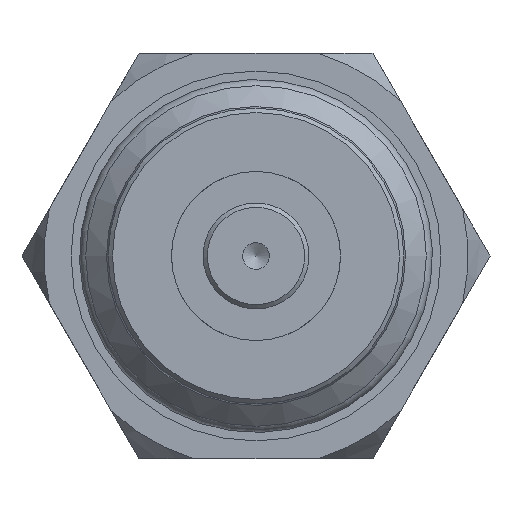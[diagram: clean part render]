
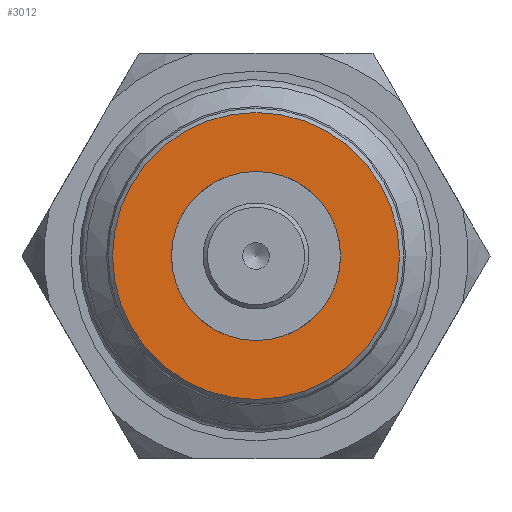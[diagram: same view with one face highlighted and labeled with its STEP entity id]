
A CAD part, left-side view. The second image highlights one B-rep face of the part: STEP entity #3012.
In plain terms, the highlighted planar face has unit normal (-1, 0, 0).
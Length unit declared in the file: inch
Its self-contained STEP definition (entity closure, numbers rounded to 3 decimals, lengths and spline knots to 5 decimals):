
#2961=CARTESIAN_POINT('',(0.0,0.33175,0.));
#2962=VERTEX_POINT('',#2961);
#2963=CARTESIAN_POINT('',(0.0,0.0,0.0));
#2964=DIRECTION('',(1.0,0.0,0.0));
#2965=DIRECTION('',(0.0,-1.0,0.0));
#2966=AXIS2_PLACEMENT_3D('',#2963,#2964,#2965);
#2967=CIRCLE('',#2966,0.33175);
#2968=EDGE_CURVE('',#2962,#2962,#2967,.T.);
#2993=CARTESIAN_POINT('',(0.0,0.0,0.));
#2994=DIRECTION('',(1.0,0.0,0.0));
#2995=DIRECTION('',(0.0,0.0,-1.0));
#2996=AXIS2_PLACEMENT_3D('',#2993,#2994,#2995);
#2997=PLANE('',#2996);
#2998=ORIENTED_EDGE('',*,*,#2968,.F.);
#2999=EDGE_LOOP('',(#2998));
#3000=FACE_OUTER_BOUND('',#2999,.T.);
#3001=CARTESIAN_POINT('',(0.0,-0.1955,0.));
#3002=VERTEX_POINT('',#3001);
#3003=CARTESIAN_POINT('',(0.0,0.,0.0));
#3004=DIRECTION('',(1.0,0.0,0.0));
#3005=DIRECTION('',(0.0,1.0,0.0));
#3006=AXIS2_PLACEMENT_3D('',#3003,#3004,#3005);
#3007=CIRCLE('',#3006,0.1955);
#3008=EDGE_CURVE('',#3002,#3002,#3007,.T.);
#3009=ORIENTED_EDGE('',*,*,#3008,.T.);
#3010=EDGE_LOOP('',(#3009));
#3011=FACE_BOUND('',#3010,.T.);
#3012=ADVANCED_FACE('',(#3000,#3011),#2997,.F.);
